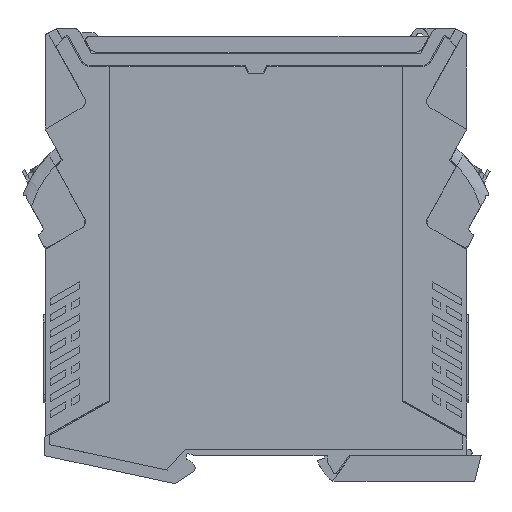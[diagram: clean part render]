
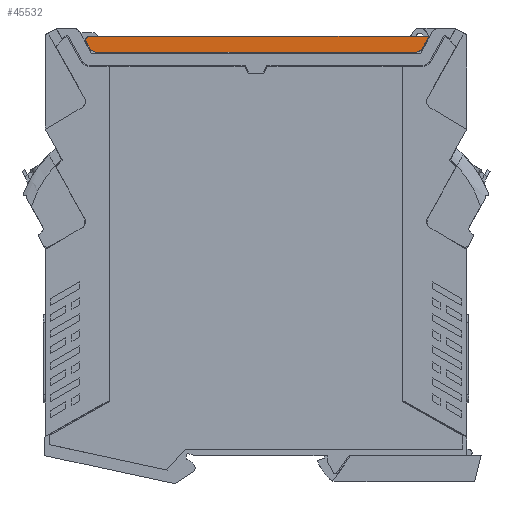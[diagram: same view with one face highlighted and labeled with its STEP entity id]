
A CAD part, left-side view. The second image highlights one B-rep face of the part: STEP entity #45532.
In plain terms, the highlighted planar face has unit normal (-1, 0, 0).
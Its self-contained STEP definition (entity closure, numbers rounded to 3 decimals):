
#44290=AXIS2_PLACEMENT_3D('Circle Axis2P3D',#44288,#44289,$) ;
#45465=AXIS2_PLACEMENT_3D('Plane Axis2P3D',#45462,#45463,#45464) ;
#45469=AXIS2_PLACEMENT_3D('Circle Axis2P3D',#45467,#45468,$) ;
#45483=AXIS2_PLACEMENT_3D('Circle Axis2P3D',#45481,#45482,$) ;
#45497=AXIS2_PLACEMENT_3D('Circle Axis2P3D',#45495,#45496,$) ;
#45504=AXIS2_PLACEMENT_3D('Circle Axis2P3D',#45502,#45503,$) ;
#44234=CARTESIAN_POINT('Vertex',(0.,100.205,112.024)) ;
#44285=CARTESIAN_POINT('Vertex',(0.,101.205,111.024)) ;
#44288=CARTESIAN_POINT('Axis2P3D Location',(0.,100.205,111.024)) ;
#45462=CARTESIAN_POINT('Axis2P3D Location',(0.,58.605,112.024)) ;
#45467=CARTESIAN_POINT('Axis2P3D Location',(0.,100.205,111.024)) ;
#45471=CARTESIAN_POINT('Vertex',(0.,101.078,110.535)) ;
#45474=CARTESIAN_POINT('Line Origine',(0.,100.661,109.791)) ;
#45478=CARTESIAN_POINT('Vertex',(0.,100.244,109.047)) ;
#45481=CARTESIAN_POINT('Axis2P3D Location',(0.,98.499,110.024)) ;
#45485=CARTESIAN_POINT('Vertex',(0.,98.499,108.024)) ;
#45488=CARTESIAN_POINT('Line Origine',(0.,58.59,108.024)) ;
#45492=CARTESIAN_POINT('Vertex',(0.,18.68,108.024)) ;
#45495=CARTESIAN_POINT('Axis2P3D Location',(0.,18.68,110.024)) ;
#45499=CARTESIAN_POINT('Vertex',(0.,17.536,108.384)) ;
#45502=CARTESIAN_POINT('Axis2P3D Location',(0.,18.68,110.024)) ;
#45506=CARTESIAN_POINT('Vertex',(0.,16.935,109.047)) ;
#45509=CARTESIAN_POINT('Line Origine',(0.,16.102,110.535)) ;
#45513=CARTESIAN_POINT('Vertex',(0.,15.268,112.024)) ;
#45516=CARTESIAN_POINT('Line Origine',(0.,57.737,112.024)) ;
#44289=DIRECTION('Axis2P3D Direction',(-1.,0.,0.)) ;
#45463=DIRECTION('Axis2P3D Direction',(-1.,0.,0.)) ;
#45464=DIRECTION('Axis2P3D XDirection',(0.,0.,-1.)) ;
#45468=DIRECTION('Axis2P3D Direction',(-1.,0.,0.)) ;
#45475=DIRECTION('Vector Direction',(0.,0.489,0.872)) ;
#45482=DIRECTION('Axis2P3D Direction',(-1.,0.,0.)) ;
#45489=DIRECTION('Vector Direction',(0.,-1.,0.)) ;
#45496=DIRECTION('Axis2P3D Direction',(-1.,0.,0.)) ;
#45503=DIRECTION('Axis2P3D Direction',(-1.,0.,0.)) ;
#45510=DIRECTION('Vector Direction',(0.,-0.489,0.872)) ;
#45517=DIRECTION('Vector Direction',(0.,1.,0.)) ;
#45476=VECTOR('Line Direction',#45475,1.) ;
#45490=VECTOR('Line Direction',#45489,1.) ;
#45511=VECTOR('Line Direction',#45510,1.) ;
#45518=VECTOR('Line Direction',#45517,1.) ;
#45522=ORIENTED_EDGE('',*,*,#44292,.T.) ;
#45523=ORIENTED_EDGE('',*,*,#45473,.T.) ;
#45524=ORIENTED_EDGE('',*,*,#45480,.T.) ;
#45525=ORIENTED_EDGE('',*,*,#45487,.T.) ;
#45526=ORIENTED_EDGE('',*,*,#45494,.T.) ;
#45527=ORIENTED_EDGE('',*,*,#45501,.T.) ;
#45528=ORIENTED_EDGE('',*,*,#45508,.T.) ;
#45529=ORIENTED_EDGE('',*,*,#45515,.T.) ;
#45530=ORIENTED_EDGE('',*,*,#45520,.T.) ;
#45532=ADVANCED_FACE('COVER',(#45531),#45466,.T.) ;
#44291=CIRCLE('generated circle',#44290,1.) ;
#45470=CIRCLE('generated circle',#45469,1.) ;
#45484=CIRCLE('generated circle',#45483,2.) ;
#45498=CIRCLE('generated circle',#45497,2.) ;
#45505=CIRCLE('generated circle',#45504,2.) ;
#44292=EDGE_CURVE('',#44235,#44286,#44291,.T.) ;
#45473=EDGE_CURVE('',#44286,#45472,#45470,.T.) ;
#45480=EDGE_CURVE('',#45472,#45479,#45477,.F.) ;
#45487=EDGE_CURVE('',#45479,#45486,#45484,.T.) ;
#45494=EDGE_CURVE('',#45486,#45493,#45491,.T.) ;
#45501=EDGE_CURVE('',#45493,#45500,#45498,.T.) ;
#45508=EDGE_CURVE('',#45500,#45507,#45505,.T.) ;
#45515=EDGE_CURVE('',#45507,#45514,#45512,.T.) ;
#45520=EDGE_CURVE('',#45514,#44235,#45519,.T.) ;
#45521=EDGE_LOOP('',(#45522,#45523,#45524,#45525,#45526,#45527,#45528,#45529,#45530)) ;
#45531=FACE_OUTER_BOUND('',#45521,.T.) ;
#45477=LINE('Line',#45474,#45476) ;
#45491=LINE('Line',#45488,#45490) ;
#45512=LINE('Line',#45509,#45511) ;
#45519=LINE('Line',#45516,#45518) ;
#45466=PLANE('',#45465) ;
#44235=VERTEX_POINT('',#44234) ;
#44286=VERTEX_POINT('',#44285) ;
#45472=VERTEX_POINT('',#45471) ;
#45479=VERTEX_POINT('',#45478) ;
#45486=VERTEX_POINT('',#45485) ;
#45493=VERTEX_POINT('',#45492) ;
#45500=VERTEX_POINT('',#45499) ;
#45507=VERTEX_POINT('',#45506) ;
#45514=VERTEX_POINT('',#45513) ;
